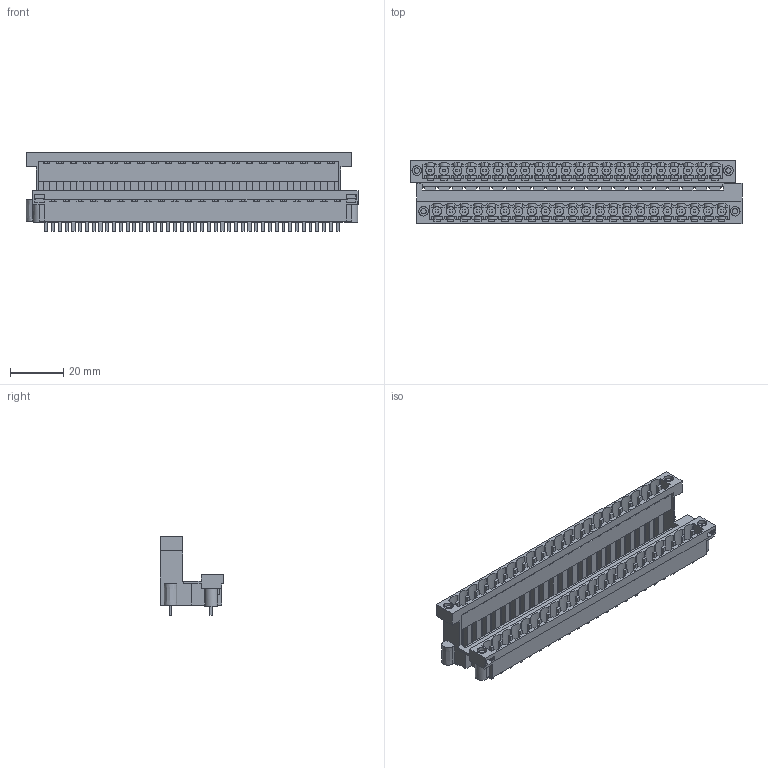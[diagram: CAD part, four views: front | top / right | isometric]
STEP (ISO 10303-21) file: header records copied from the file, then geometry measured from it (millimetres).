
FILE_DESCRIPTION(('CATIA V5 STEP Exchange','CAx-IF Rec.Pracs.--- Model Styling and Organization---1.2---2011-12-15'),'2;1');
FILE_NAME ('D1458683_0_1889410000_1889410000.stp','2018-04-19T11:19:33+00:00',('none'),('Weidmueller'),'CATIA Version 5-6 Release 2014','CATIA V5 STEP AP214','none');
FILE_SCHEMA(('AUTOMOTIVE_DESIGN { 1 0 10303 214 1 1 1 1 }'));
Products named in the file (1): 1889410000
Bounding box: 124.46 x 23.67 x 29.36 mm (x, y, z)
Volume: 18103.7 mm3; surface area: 34631.1 mm2
Topology: 49 solids, 71 shells, 2081 faces, 6716 edges, 4696 vertices
Faces by surface type: plane 1703, cylinder 374, extrusion 4
Entity records: 70580 total; most frequent: CARTESIAN_POINT 16015, ORIENTED_EDGE 13432, DIRECTION 8106, EDGE_CURVE 6716, VECTOR 5390, LINE 5386, VERTEX_POINT 4696, EDGE_LOOP 2240
